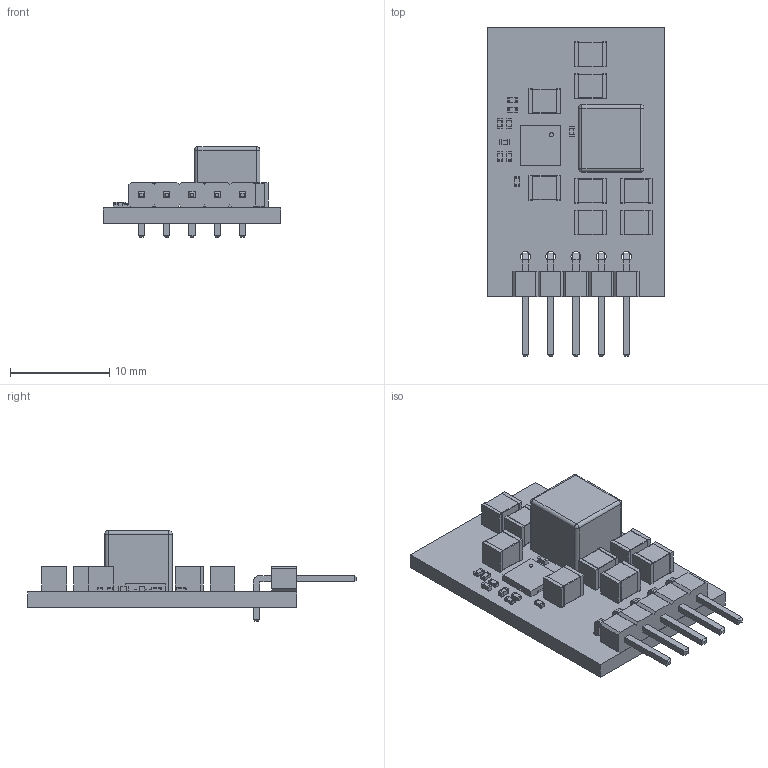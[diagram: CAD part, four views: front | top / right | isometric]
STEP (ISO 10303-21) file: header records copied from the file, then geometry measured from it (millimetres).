
FILE_DESCRIPTION(('KiCad electronic assembly'),'2;1');
FILE_NAME('Generic_Buck_Converter.step','2023-05-30T14:33:15',('Pcbnew') ,('Kicad'),'Open CASCADE STEP processor 7.6','KiCad to STEP converter' ,'Unknown');
FILE_SCHEMA(('AUTOMOTIVE_DESIGN { 1 0 10303 214 1 1 1 1 }'));
Length unit declared in the file: millimetre
Products named in the file (14): Generic_Buck_Converter 1; R_0402_1005Metric; SOLID; C_1210_3225Metric; L_Coilcraft_XAL6060-XXX; COMPOUND; C_0402_1005Metric; TQFN-20-1EP_4x4mm_P0.5mm_EP2.7x2.7mm; PinHeader_1x05_P2.54mm_Horizontal; PCB
Assembly tree (27 placements, depth 3):
  Generic_Buck_Converter 1
    R_0402_1005Metric  x6
      SOLID
    C_1210_3225Metric  x8
      SOLID
    L_Coilcraft_XAL6060-XXX
      COMPOUND
    C_0402_1005Metric  x3
      SOLID
    TQFN-20-1EP_4x4mm_P0.5mm_EP2.7x2.7mm
      COMPOUND
    PinHeader_1x05_P2.54mm_Horizontal
      SOLID
    PCB
Bounding box: 17.8 x 33.06 x 9.1 mm (x, y, z)
Volume: 1292.9 mm3; surface area: 2136.3 mm2
Topology: 45 solids, 45 shells, 885 faces, 2208 edges, 1444 vertices
Faces by surface type: plane 633, cylinder 248, sphere 4
Full cylindrical faces by diameter (mm): 0.25 x9, 0.4 x1, 1 x5
Entity records: 32670 total; most frequent: CARTESIAN_POINT 5655, DIRECTION 4820, LINE 3252, VECTOR 3252, ORIENTED_EDGE 2432, PCURVE 2432, DEFINITIONAL_REPRESENTATION 2432, EDGE_CURVE 1216
